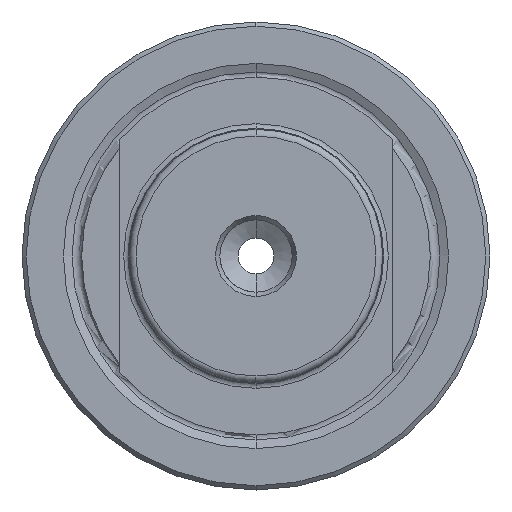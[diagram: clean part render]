
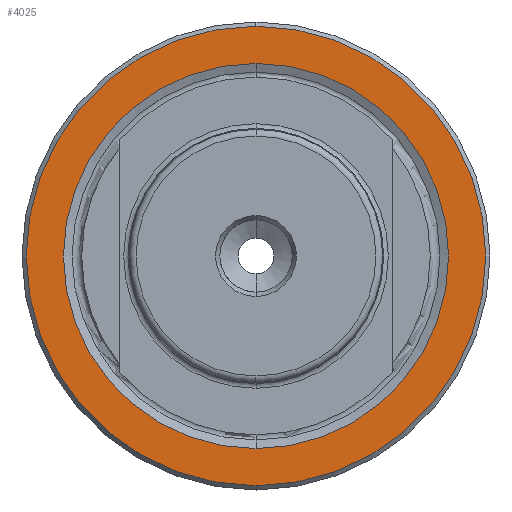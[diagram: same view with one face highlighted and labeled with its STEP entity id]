
A CAD part, left-side view. The second image highlights one B-rep face of the part: STEP entity #4025.
In plain terms, the highlighted planar face has unit normal (-1, 0, 0).
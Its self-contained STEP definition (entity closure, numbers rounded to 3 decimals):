
#348 = VERTEX_POINT ( 'NONE', #1830 ) ;
#576 = CIRCLE ( 'NONE', #4403, 27. ) ;
#641 = AXIS2_PLACEMENT_3D ( 'NONE', #736, #690, #710 ) ;
#690 = DIRECTION ( 'NONE',  ( -1., 0., 0. ) ) ;
#710 = DIRECTION ( 'NONE',  ( 0., 0., 1. ) ) ;
#736 = CARTESIAN_POINT ( 'NONE',  ( 30., 0., 0. ) ) ;
#1045 = FACE_BOUND ( 'NONE', #3173, .T. ) ;
#1511 = AXIS2_PLACEMENT_3D ( 'NONE', #3625, #3622, #3615 ) ;
#1528 = DIRECTION ( 'NONE',  ( 0., 0., -1. ) ) ;
#1558 = DIRECTION ( 'NONE',  ( 1., 0., 0. ) ) ;
#1638 = CARTESIAN_POINT ( 'NONE',  ( 30., 0., 22.632 ) ) ;
#1652 = PLANE ( 'NONE',  #2386 ) ;
#1669 = VERTEX_POINT ( 'NONE', #2353 ) ;
#1677 = VERTEX_POINT ( 'NONE', #2418 ) ;
#1680 = CIRCLE ( 'NONE', #641, 22.632 ) ;
#1790 = ORIENTED_EDGE ( 'NONE', *, *, #2775, .T. ) ;
#1830 = CARTESIAN_POINT ( 'NONE',  ( 30., 0., -27. ) ) ;
#2242 = AXIS2_PLACEMENT_3D ( 'NONE', #2363, #2349, #2333 ) ;
#2292 = ORIENTED_EDGE ( 'NONE', *, *, #2873, .T. ) ;
#2333 = DIRECTION ( 'NONE',  ( 0., 0., 1. ) ) ;
#2349 = DIRECTION ( 'NONE',  ( -1., 0., 0. ) ) ;
#2353 = CARTESIAN_POINT ( 'NONE',  ( 30., 0., -22.632 ) ) ;
#2363 = CARTESIAN_POINT ( 'NONE',  ( 30., 0., 0. ) ) ;
#2386 = AXIS2_PLACEMENT_3D ( 'NONE', #1638, #1558, #1528 ) ;
#2418 = CARTESIAN_POINT ( 'NONE',  ( 30., 0., 27. ) ) ;
#2462 = ORIENTED_EDGE ( 'NONE', *, *, #4527, .F. ) ;
#2530 = ORIENTED_EDGE ( 'NONE', *, *, #2697, .F. ) ;
#2535 = CARTESIAN_POINT ( 'NONE',  ( 30., 0., 22.632 ) ) ;
#2682 = EDGE_LOOP ( 'NONE', ( #2292, #1790 ) ) ;
#2697 = EDGE_CURVE ( 'NONE', #3168, #1669, #1680, .T. ) ;
#2775 = EDGE_CURVE ( 'NONE', #1677, #348, #576, .T. ) ;
#2873 = EDGE_CURVE ( 'NONE', #348, #1677, #3171, .T. ) ;
#3168 = VERTEX_POINT ( 'NONE', #2535 ) ;
#3171 = CIRCLE ( 'NONE', #1511, 27. ) ;
#3173 = EDGE_LOOP ( 'NONE', ( #2530, #2462 ) ) ;
#3615 = DIRECTION ( 'NONE',  ( 0., 0., 1. ) ) ;
#3622 = DIRECTION ( 'NONE',  ( -1., 0., 0. ) ) ;
#3625 = CARTESIAN_POINT ( 'NONE',  ( 30., 0., 0. ) ) ;
#4025 = ADVANCED_FACE ( 'NONE', ( #1045, #4049 ), #1652, .F. ) ;
#4049 = FACE_OUTER_BOUND ( 'NONE', #2682, .T. ) ;
#4394 = CIRCLE ( 'NONE', #2242, 22.632 ) ;
#4395 = DIRECTION ( 'NONE',  ( 0., 0., 1. ) ) ;
#4402 = DIRECTION ( 'NONE',  ( -1., 0., 0. ) ) ;
#4403 = AXIS2_PLACEMENT_3D ( 'NONE', #4414, #4402, #4395 ) ;
#4414 = CARTESIAN_POINT ( 'NONE',  ( 30., 0., 0. ) ) ;
#4527 = EDGE_CURVE ( 'NONE', #1669, #3168, #4394, .T. ) ;
